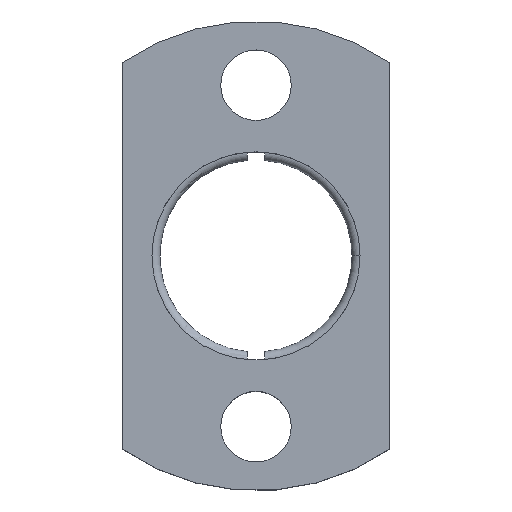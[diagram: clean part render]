
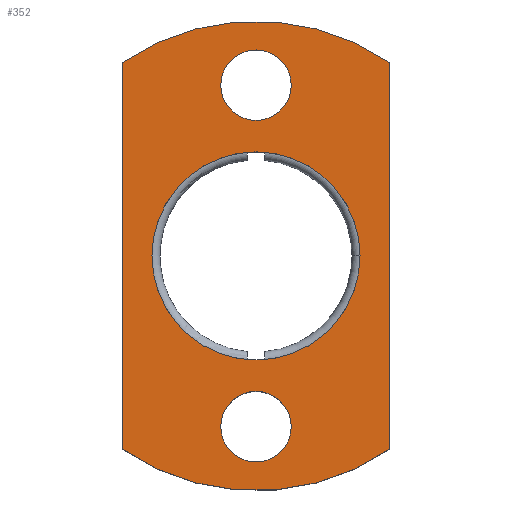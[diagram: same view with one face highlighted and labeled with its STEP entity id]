
A CAD part, top view. The second image highlights one B-rep face of the part: STEP entity #352.
In plain terms, the highlighted planar face has unit normal (0, 0, 1).
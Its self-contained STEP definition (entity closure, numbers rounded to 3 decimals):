
#16 = DIRECTION ( 'NONE',  ( 0., 0., 1. ) ) ;
#47 = CARTESIAN_POINT ( 'NONE',  ( -3.3, -16., 0. ) ) ;
#56 = CIRCLE ( 'NONE', #808, 9.75 ) ;
#76 = DIRECTION ( 'NONE',  ( 1., 0., 0. ) ) ;
#81 = AXIS2_PLACEMENT_3D ( 'NONE', #624, #1104, #633 ) ;
#90 = ORIENTED_EDGE ( 'NONE', *, *, #134, .T. ) ;
#98 = DIRECTION ( 'NONE',  ( -1., 0., 0. ) ) ;
#100 = DIRECTION ( 'NONE',  ( -1., 0., 0. ) ) ;
#122 = VERTEX_POINT ( 'NONE', #604 ) ;
#124 = CARTESIAN_POINT ( 'NONE',  ( 0., 0., 0. ) ) ;
#134 = EDGE_CURVE ( 'NONE', #599, #327, #1014, .T. ) ;
#144 = EDGE_LOOP ( 'NONE', ( #701, #1035, #724, #676 ) ) ;
#146 = VERTEX_POINT ( 'NONE', #811 ) ;
#171 = CARTESIAN_POINT ( 'NONE',  ( 12.5, 18.104, 0. ) ) ;
#184 = LINE ( 'NONE', #934, #216 ) ;
#193 = DIRECTION ( 'NONE',  ( 1., 0., 0. ) ) ;
#200 = CIRCLE ( 'NONE', #1044, 22. ) ;
#212 = CARTESIAN_POINT ( 'NONE',  ( 0., -16., 0. ) ) ;
#215 = VERTEX_POINT ( 'NONE', #1286 ) ;
#216 = VECTOR ( 'NONE', #422, 1000. ) ;
#218 = DIRECTION ( 'NONE',  ( 0., 0., -1. ) ) ;
#240 = CIRCLE ( 'NONE', #1245, 22. ) ;
#243 = CIRCLE ( 'NONE', #791, 3.3 ) ;
#270 = DIRECTION ( 'NONE',  ( 1., 0., 0. ) ) ;
#295 = FACE_BOUND ( 'NONE', #1200, .T. ) ;
#298 = VERTEX_POINT ( 'NONE', #518 ) ;
#309 = FACE_BOUND ( 'NONE', #739, .T. ) ;
#327 = VERTEX_POINT ( 'NONE', #1309 ) ;
#352 = ADVANCED_FACE ( 'NONE', ( #1370, #309, #295, #384 ), #1322, .F. ) ;
#373 = EDGE_CURVE ( 'NONE', #327, #599, #243, .T. ) ;
#377 = ORIENTED_EDGE ( 'NONE', *, *, #1134, .T. ) ;
#384 = FACE_OUTER_BOUND ( 'NONE', #144, .T. ) ;
#385 = CARTESIAN_POINT ( 'NONE',  ( 0., 0., 0. ) ) ;
#422 = DIRECTION ( 'NONE',  ( 0., 1., 0. ) ) ;
#430 = CIRCLE ( 'NONE', #694, 9.75 ) ;
#450 = CARTESIAN_POINT ( 'NONE',  ( -12.5, 18.104, 0. ) ) ;
#469 = EDGE_CURVE ( 'NONE', #720, #918, #240, .T. ) ;
#473 = CARTESIAN_POINT ( 'NONE',  ( 0., 0., 0. ) ) ;
#518 = CARTESIAN_POINT ( 'NONE',  ( -9.75, 0., 0. ) ) ;
#589 = EDGE_CURVE ( 'NONE', #122, #298, #430, .T. ) ;
#591 = DIRECTION ( 'NONE',  ( 0., 0., 1. ) ) ;
#599 = VERTEX_POINT ( 'NONE', #906 ) ;
#604 = CARTESIAN_POINT ( 'NONE',  ( 9.75, 0., 0. ) ) ;
#624 = CARTESIAN_POINT ( 'NONE',  ( 0., 16., 0. ) ) ;
#629 = CARTESIAN_POINT ( 'NONE',  ( -9.75, 0., 0. ) ) ;
#633 = DIRECTION ( 'NONE',  ( -1., 0., 0. ) ) ;
#643 = CARTESIAN_POINT ( 'NONE',  ( 12.5, 0., 0. ) ) ;
#647 = DIRECTION ( 'NONE',  ( 1., 0., 0. ) ) ;
#651 = LINE ( 'NONE', #643, #710 ) ;
#658 = DIRECTION ( 'NONE',  ( 0., 0., -1. ) ) ;
#666 = VERTEX_POINT ( 'NONE', #47 ) ;
#676 = ORIENTED_EDGE ( 'NONE', *, *, #469, .T. ) ;
#694 = AXIS2_PLACEMENT_3D ( 'NONE', #124, #591, #647 ) ;
#701 = ORIENTED_EDGE ( 'NONE', *, *, #913, .F. ) ;
#710 = VECTOR ( 'NONE', #966, 1000. ) ;
#718 = DIRECTION ( 'NONE',  ( 0., 0., 1. ) ) ;
#720 = VERTEX_POINT ( 'NONE', #171 ) ;
#724 = ORIENTED_EDGE ( 'NONE', *, *, #1256, .F. ) ;
#728 = CIRCLE ( 'NONE', #843, 3.3 ) ;
#739 = EDGE_LOOP ( 'NONE', ( #90, #1294 ) ) ;
#754 = CARTESIAN_POINT ( 'NONE',  ( 12.5, -18.104, 0. ) ) ;
#759 = CARTESIAN_POINT ( 'NONE',  ( 0., -16., 0. ) ) ;
#791 = AXIS2_PLACEMENT_3D ( 'NONE', #1013, #1211, #98 ) ;
#808 = AXIS2_PLACEMENT_3D ( 'NONE', #385, #718, #270 ) ;
#811 = CARTESIAN_POINT ( 'NONE',  ( 3.3, -16., 0. ) ) ;
#831 = CARTESIAN_POINT ( 'NONE',  ( 0., 0., 0. ) ) ;
#843 = AXIS2_PLACEMENT_3D ( 'NONE', #212, #1277, #892 ) ;
#845 = AXIS2_PLACEMENT_3D ( 'NONE', #629, #218, #100 ) ;
#867 = AXIS2_PLACEMENT_3D ( 'NONE', #759, #658, #902 ) ;
#892 = DIRECTION ( 'NONE',  ( -1., 0., 0. ) ) ;
#902 = DIRECTION ( 'NONE',  ( -1., 0., 0. ) ) ;
#906 = CARTESIAN_POINT ( 'NONE',  ( -3.3, 16., 0. ) ) ;
#910 = ORIENTED_EDGE ( 'NONE', *, *, #589, .F. ) ;
#913 = EDGE_CURVE ( 'NONE', #215, #918, #184, .T. ) ;
#918 = VERTEX_POINT ( 'NONE', #450 ) ;
#920 = DIRECTION ( 'NONE',  ( 0., 0., 1. ) ) ;
#934 = CARTESIAN_POINT ( 'NONE',  ( -12.5, 0., 0. ) ) ;
#936 = VERTEX_POINT ( 'NONE', #754 ) ;
#937 = EDGE_CURVE ( 'NONE', #146, #666, #1029, .T. ) ;
#940 = EDGE_CURVE ( 'NONE', #298, #122, #56, .T. ) ;
#956 = EDGE_CURVE ( 'NONE', #215, #936, #200, .T. ) ;
#966 = DIRECTION ( 'NONE',  ( 0., -1., 0. ) ) ;
#1013 = CARTESIAN_POINT ( 'NONE',  ( 0., 16., 0. ) ) ;
#1014 = CIRCLE ( 'NONE', #81, 3.3 ) ;
#1029 = CIRCLE ( 'NONE', #867, 3.3 ) ;
#1035 = ORIENTED_EDGE ( 'NONE', *, *, #956, .T. ) ;
#1044 = AXIS2_PLACEMENT_3D ( 'NONE', #473, #16, #76 ) ;
#1075 = EDGE_LOOP ( 'NONE', ( #377, #1111 ) ) ;
#1104 = DIRECTION ( 'NONE',  ( 0., 0., -1. ) ) ;
#1109 = ORIENTED_EDGE ( 'NONE', *, *, #940, .F. ) ;
#1111 = ORIENTED_EDGE ( 'NONE', *, *, #937, .T. ) ;
#1134 = EDGE_CURVE ( 'NONE', #666, #146, #728, .T. ) ;
#1200 = EDGE_LOOP ( 'NONE', ( #910, #1109 ) ) ;
#1211 = DIRECTION ( 'NONE',  ( 0., 0., -1. ) ) ;
#1245 = AXIS2_PLACEMENT_3D ( 'NONE', #831, #920, #193 ) ;
#1256 = EDGE_CURVE ( 'NONE', #720, #936, #651, .T. ) ;
#1277 = DIRECTION ( 'NONE',  ( 0., 0., -1. ) ) ;
#1286 = CARTESIAN_POINT ( 'NONE',  ( -12.5, -18.104, 0. ) ) ;
#1294 = ORIENTED_EDGE ( 'NONE', *, *, #373, .T. ) ;
#1309 = CARTESIAN_POINT ( 'NONE',  ( 3.3, 16., 0. ) ) ;
#1322 = PLANE ( 'NONE',  #845 ) ;
#1370 = FACE_BOUND ( 'NONE', #1075, .T. ) ;
